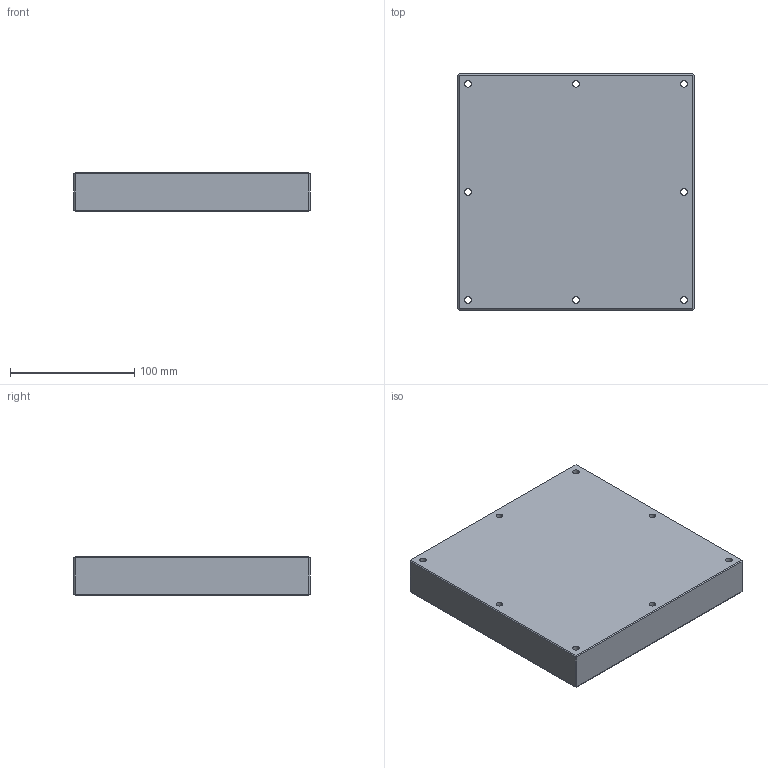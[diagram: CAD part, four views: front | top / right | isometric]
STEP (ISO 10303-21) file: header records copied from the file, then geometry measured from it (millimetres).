
FILE_DESCRIPTION((''),'2;1');
FILE_NAME('CORPS_CHAUD','2021-05-04T23:36:27',('timon'),(''),'CREO PARAMETRIC BY PTC INC, 2018420','CREO PARAMETRIC BY PTC INC, 2018420','');
FILE_SCHEMA(('CONFIG_CONTROL_DESIGN'));
Length unit declared in the file: millimetre
Products named in the file (1): CORPS_CHAUD
Bounding box: 190 x 190 x 31.5 mm (x, y, z)
Volume: 582646.2 mm3; surface area: 123146.6 mm2
Topology: 1 solids, 11 shells, 103 faces, 274 edges, 182 vertices
Faces by surface type: cylinder 62, plane 31, cone 10
Entity records: 3489 total; most frequent: CARTESIAN_POINT 766, DIRECTION 596, ORIENTED_EDGE 492, EDGE_CURVE 266, AXIS2_PLACEMENT_3D 238, VERTEX_POINT 182, EDGE_LOOP 148, CIRCLE 134
